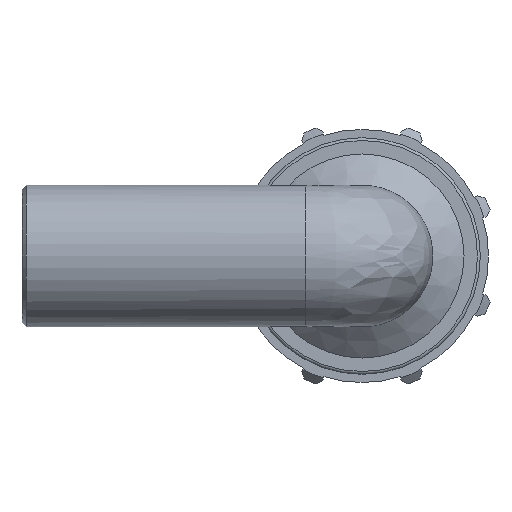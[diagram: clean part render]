
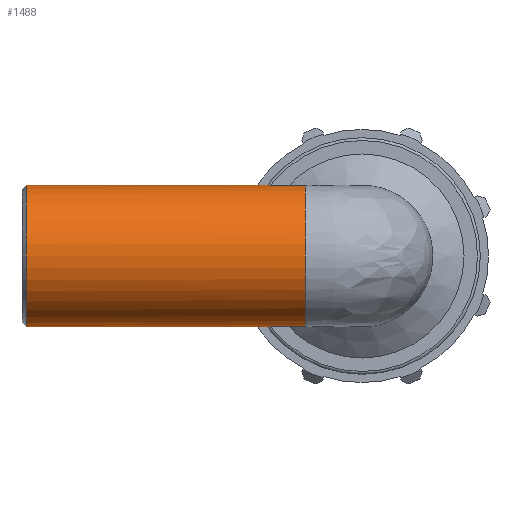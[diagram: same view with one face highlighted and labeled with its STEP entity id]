
A CAD part, left-side view. The second image highlights one B-rep face of the part: STEP entity #1488.
In plain terms, the highlighted cylindrical face has radius 25 mm (diameter 50 mm), a full revolution.
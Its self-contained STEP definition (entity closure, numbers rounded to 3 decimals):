
#277=B_SPLINE_CURVE_WITH_KNOTS('',3,(#2079,#2080,#2081,#2082,#2083,#2084,
#2085,#2086,#2087,#2088,#2089,#2090,#2091,#2092,#2093,#2094,#2095,#2096),
 .UNSPECIFIED.,.F.,.F.,(4,2,2,2,2,2,2,2,4),(9.604,10.083,
10.524,10.745,10.965,11.186,11.407,
11.848,12.326),.UNSPECIFIED.);
#293=ELLIPSE('',#1497,35.355,25.);
#294=ELLIPSE('',#1499,35.355,25.);
#317=CYLINDRICAL_SURFACE('',#1637,25.);
#340=FACE_BOUND('',#526,.T.);
#422=FACE_OUTER_BOUND('',#525,.T.);
#525=EDGE_LOOP('',(#1313,#1314,#1315,#1316));
#526=EDGE_LOOP('',(#1317));
#535=CIRCLE('',#1501,25.);
#593=CIRCLE('',#1635,25.);
#598=VERTEX_POINT('',#2042);
#599=VERTEX_POINT('',#2043);
#600=VERTEX_POINT('',#2045);
#601=VERTEX_POINT('',#2047);
#731=VERTEX_POINT('',#2550);
#736=EDGE_CURVE('',#598,#599,#293,.T.);
#738=EDGE_CURVE('',#601,#600,#294,.T.);
#740=EDGE_CURVE('',#598,#600,#535,.T.);
#741=EDGE_CURVE('',#599,#601,#277,.T.);
#927=EDGE_CURVE('',#731,#731,#593,.T.);
#1313=ORIENTED_EDGE('',*,*,#741,.T.);
#1314=ORIENTED_EDGE('',*,*,#738,.T.);
#1315=ORIENTED_EDGE('',*,*,#740,.F.);
#1316=ORIENTED_EDGE('',*,*,#736,.T.);
#1317=ORIENTED_EDGE('',*,*,#927,.F.);
#1488=ADVANCED_FACE('',(#422,#340),#317,.T.);
#1497=AXIS2_PLACEMENT_3D('',#2044,#1651,#1652);
#1499=AXIS2_PLACEMENT_3D('',#2048,#1655,#1656);
#1501=AXIS2_PLACEMENT_3D('',#2077,#1659,#1660);
#1635=AXIS2_PLACEMENT_3D('',#2551,#2023,#2024);
#1637=AXIS2_PLACEMENT_3D('',#2554,#2027,#2028);
#1651=DIRECTION('center_axis',(-0.707,0.707,0.));
#1652=DIRECTION('ref_axis',(-0.707,-0.707,0.));
#1655=DIRECTION('center_axis',(-0.707,0.707,0.));
#1656=DIRECTION('ref_axis',(-0.707,-0.707,0.));
#1659=DIRECTION('center_axis',(0.,-1.,0.));
#1660=DIRECTION('ref_axis',(-1.,0.,0.));
#2023=DIRECTION('center_axis',(0.,1.,0.));
#2024=DIRECTION('ref_axis',(1.,0.,0.));
#2027=DIRECTION('center_axis',(0.,1.,0.));
#2028=DIRECTION('ref_axis',(-1.,0.,0.));
#2042=CARTESIAN_POINT('',(20.,20.,15.));
#2043=CARTESIAN_POINT('',(22.05,22.05,11.781));
#2044=CARTESIAN_POINT('Origin',(0.,0.,
0.));
#2045=CARTESIAN_POINT('',(20.,20.,-15.));
#2047=CARTESIAN_POINT('',(22.05,22.05,-11.781));
#2048=CARTESIAN_POINT('Origin',(0.,0.,
0.));
#2077=CARTESIAN_POINT('Origin',(0.,20.,0.));
#2079=CARTESIAN_POINT('Ctrl Pts',(22.05,22.05,11.781));
#2080=CARTESIAN_POINT('Ctrl Pts',(22.597,23.336,10.758));
#2081=CARTESIAN_POINT('Ctrl Pts',(23.121,24.504,9.597));
#2082=CARTESIAN_POINT('Ctrl Pts',(23.95,26.313,7.266));
#2083=CARTESIAN_POINT('Ctrl Pts',(24.332,27.122,5.924));
#2084=CARTESIAN_POINT('Ctrl Pts',(24.728,27.951,3.753));
#2085=CARTESIAN_POINT('Ctrl Pts',(24.831,28.165,3.002));
#2086=CARTESIAN_POINT('Ctrl Pts',(24.967,28.447,1.494));
#2087=CARTESIAN_POINT('Ctrl Pts',(25.,28.516,0.736));
#2088=CARTESIAN_POINT('Ctrl Pts',(25.,28.516,-0.736));
#2089=CARTESIAN_POINT('Ctrl Pts',(24.967,28.447,-1.494));
#2090=CARTESIAN_POINT('Ctrl Pts',(24.831,28.165,-3.002));
#2091=CARTESIAN_POINT('Ctrl Pts',(24.728,27.951,-3.753));
#2092=CARTESIAN_POINT('Ctrl Pts',(24.332,27.122,-5.924));
#2093=CARTESIAN_POINT('Ctrl Pts',(23.95,26.313,-7.266));
#2094=CARTESIAN_POINT('Ctrl Pts',(23.121,24.504,-9.597));
#2095=CARTESIAN_POINT('Ctrl Pts',(22.597,23.336,-10.758));
#2096=CARTESIAN_POINT('Ctrl Pts',(22.05,22.05,-11.781));
#2550=CARTESIAN_POINT('',(-25.,118.5,0.));
#2551=CARTESIAN_POINT('Origin',(0.,118.5,0.));
#2554=CARTESIAN_POINT('Origin',(0.,84.,0.));
